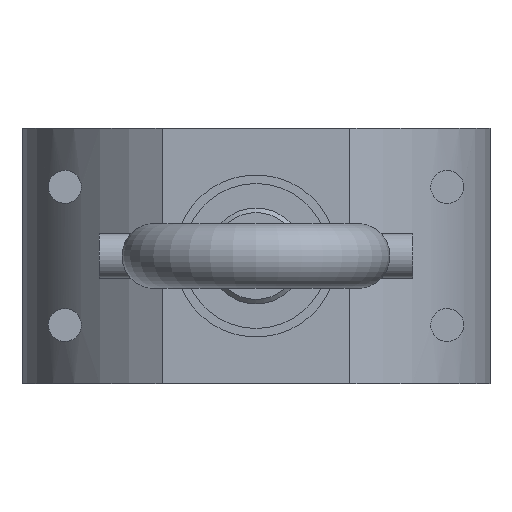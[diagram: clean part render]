
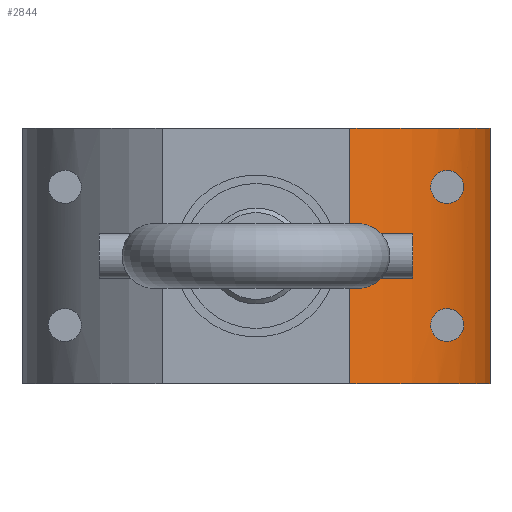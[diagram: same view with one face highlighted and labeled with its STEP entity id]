
A CAD part, front view. The second image highlights one B-rep face of the part: STEP entity #2844.
In plain terms, the highlighted cylindrical face has radius 34.925 mm (diameter 69.85 mm), a partial arc.
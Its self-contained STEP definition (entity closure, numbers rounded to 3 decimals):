
#172=B_SPLINE_CURVE_WITH_KNOTS('',3,(#12716,#12717,#12718,#12719,#12720,
#12721,#12722,#12723,#12724,#12725,#12726,#12727,#12728,#12729,#12730,#12731,
#12732,#12733,#12734,#12735,#12736,#12737,#12738,#12739,#12740,#12741,#12742,
#12743,#12744,#12745,#12746,#12747,#12748,#12749,#12750,#12751,#12752,#12753,
#12754,#12755,#12756,#12757),.UNSPECIFIED.,.T.,.F.,(4,2,2,2,2,2,2,2,2,2,
2,2,2,2,2,2,2,2,2,2,4),(0.,0.045,0.09,0.18,
0.336,0.492,0.672,0.852,
0.948,0.996,1.044,1.092,1.14,
1.236,1.416,1.596,1.752,1.908,
1.998,2.043,2.088),.UNSPECIFIED.);
#175=B_SPLINE_CURVE_WITH_KNOTS('',3,(#12855,#12856,#12857,#12858,#12859,
#12860,#12861,#12862,#12863,#12864,#12865,#12866,#12867,#12868,#12869,#12870,
#12871,#12872,#12873,#12874,#12875,#12876,#12877,#12878,#12879,#12880,#12881,
#12882,#12883,#12884,#12885,#12886,#12887,#12888,#12889,#12890,#12891,#12892,
#12893,#12894,#12895,#12896),.UNSPECIFIED.,.T.,.F.,(4,2,2,2,2,2,2,2,2,2,
2,2,2,2,2,2,2,2,2,2,4),(0.,0.045,0.09,0.18,
0.336,0.492,0.672,0.852,
0.948,0.996,1.044,1.092,1.14,
1.236,1.416,1.596,1.752,1.908,
1.998,2.043,2.088),.UNSPECIFIED.);
#239=FACE_BOUND('',#735,.T.);
#240=FACE_BOUND('',#736,.T.);
#390=CYLINDRICAL_SURFACE('',#3260,34.925);
#536=FACE_OUTER_BOUND('',#734,.T.);
#734=EDGE_LOOP('',(#2507,#2508,#2509,#2510));
#735=EDGE_LOOP('',(#2511));
#736=EDGE_LOOP('',(#2512));
#903=LINE('',#12652,#1077);
#921=LINE('',#12902,#1095);
#1077=VECTOR('',#3802,10.);
#1095=VECTOR('',#3886,10.);
#1219=CIRCLE('',#3256,34.925);
#1222=CIRCLE('',#3261,34.925);
#1425=VERTEX_POINT('',#12649);
#1426=VERTEX_POINT('',#12651);
#1446=VERTEX_POINT('',#12714);
#1451=VERTEX_POINT('',#12853);
#1452=VERTEX_POINT('',#12898);
#1454=VERTEX_POINT('',#12901);
#1774=EDGE_CURVE('',#1426,#1425,#903,.T.);
#1803=EDGE_CURVE('',#1446,#1446,#172,.T.);
#1811=EDGE_CURVE('',#1451,#1451,#175,.T.);
#1813=EDGE_CURVE('',#1454,#1452,#921,.T.);
#1816=EDGE_CURVE('',#1452,#1426,#1219,.T.);
#1821=EDGE_CURVE('',#1425,#1454,#1222,.T.);
#2507=ORIENTED_EDGE('',*,*,#1813,.T.);
#2508=ORIENTED_EDGE('',*,*,#1816,.T.);
#2509=ORIENTED_EDGE('',*,*,#1774,.T.);
#2510=ORIENTED_EDGE('',*,*,#1821,.T.);
#2511=ORIENTED_EDGE('',*,*,#1803,.T.);
#2512=ORIENTED_EDGE('',*,*,#1811,.T.);
#2844=ADVANCED_FACE('',(#536,#239,#240),#390,.T.);
#3256=AXIS2_PLACEMENT_3D('',#12907,#3891,#3892);
#3260=AXIS2_PLACEMENT_3D('',#12915,#3901,#3902);
#3261=AXIS2_PLACEMENT_3D('',#12916,#3903,#3904);
#3802=DIRECTION('',(0.,0.,1.));
#3886=DIRECTION('',(0.,0.,-1.));
#3891=DIRECTION('center_axis',(0.,0.,1.));
#3892=DIRECTION('ref_axis',(-1.,0.,0.));
#3901=DIRECTION('center_axis',(0.,0.,1.));
#3902=DIRECTION('ref_axis',(-1.,0.,0.));
#3903=DIRECTION('center_axis',(0.,0.,-1.));
#3904=DIRECTION('ref_axis',(-1.,0.,0.));
#12649=CARTESIAN_POINT('',(34.888,-1.6,19.05));
#12651=CARTESIAN_POINT('',(34.888,-1.6,-19.05));
#12652=CARTESIAN_POINT('',(34.888,-1.6,0.));
#12714=CARTESIAN_POINT('',(26.042,-23.272,10.3));
#12716=CARTESIAN_POINT('Ctrl Pts',(26.042,-23.272,10.3));
#12717=CARTESIAN_POINT('Ctrl Pts',(26.042,-23.272,10.45));
#12718=CARTESIAN_POINT('Ctrl Pts',(26.055,-23.257,10.602));
#12719=CARTESIAN_POINT('Ctrl Pts',(26.111,-23.194,10.899));
#12720=CARTESIAN_POINT('Ctrl Pts',(26.152,-23.148,11.044));
#12721=CARTESIAN_POINT('Ctrl Pts',(26.309,-22.97,11.452));
#12722=CARTESIAN_POINT('Ctrl Pts',(26.458,-22.799,11.689));
#12723=CARTESIAN_POINT('Ctrl Pts',(26.877,-22.306,12.193));
#12724=CARTESIAN_POINT('Ctrl Pts',(27.201,-21.913,12.418));
#12725=CARTESIAN_POINT('Ctrl Pts',(27.862,-21.065,12.701));
#12726=CARTESIAN_POINT('Ctrl Pts',(28.2,-20.611,12.759));
#12727=CARTESIAN_POINT('Ctrl Pts',(28.847,-19.697,12.759));
#12728=CARTESIAN_POINT('Ctrl Pts',(29.21,-19.155,12.683));
#12729=CARTESIAN_POINT('Ctrl Pts',(29.881,-18.091,12.367));
#12730=CARTESIAN_POINT('Ctrl Pts',(30.189,-17.568,12.132));
#12731=CARTESIAN_POINT('Ctrl Pts',(30.571,-16.889,11.642));
#12732=CARTESIAN_POINT('Ctrl Pts',(30.703,-16.648,11.426));
#12733=CARTESIAN_POINT('Ctrl Pts',(30.848,-16.376,11.042));
#12734=CARTESIAN_POINT('Ctrl Pts',(30.888,-16.301,10.905));
#12735=CARTESIAN_POINT('Ctrl Pts',(30.943,-16.195,10.613));
#12736=CARTESIAN_POINT('Ctrl Pts',(30.959,-16.166,10.46));
#12737=CARTESIAN_POINT('Ctrl Pts',(30.959,-16.166,10.14));
#12738=CARTESIAN_POINT('Ctrl Pts',(30.943,-16.195,9.987));
#12739=CARTESIAN_POINT('Ctrl Pts',(30.888,-16.301,9.695));
#12740=CARTESIAN_POINT('Ctrl Pts',(30.848,-16.376,9.558));
#12741=CARTESIAN_POINT('Ctrl Pts',(30.703,-16.648,9.174));
#12742=CARTESIAN_POINT('Ctrl Pts',(30.571,-16.889,8.958));
#12743=CARTESIAN_POINT('Ctrl Pts',(30.189,-17.568,8.468));
#12744=CARTESIAN_POINT('Ctrl Pts',(29.881,-18.091,8.233));
#12745=CARTESIAN_POINT('Ctrl Pts',(29.21,-19.155,7.917));
#12746=CARTESIAN_POINT('Ctrl Pts',(28.847,-19.697,7.842));
#12747=CARTESIAN_POINT('Ctrl Pts',(28.2,-20.611,7.842));
#12748=CARTESIAN_POINT('Ctrl Pts',(27.862,-21.065,7.899));
#12749=CARTESIAN_POINT('Ctrl Pts',(27.201,-21.913,8.182));
#12750=CARTESIAN_POINT('Ctrl Pts',(26.877,-22.306,8.407));
#12751=CARTESIAN_POINT('Ctrl Pts',(26.458,-22.799,8.911));
#12752=CARTESIAN_POINT('Ctrl Pts',(26.309,-22.97,9.148));
#12753=CARTESIAN_POINT('Ctrl Pts',(26.152,-23.148,9.556));
#12754=CARTESIAN_POINT('Ctrl Pts',(26.111,-23.194,9.701));
#12755=CARTESIAN_POINT('Ctrl Pts',(26.055,-23.257,9.998));
#12756=CARTESIAN_POINT('Ctrl Pts',(26.042,-23.272,10.15));
#12757=CARTESIAN_POINT('Ctrl Pts',(26.042,-23.272,10.3));
#12853=CARTESIAN_POINT('',(26.042,-23.272,-10.3));
#12855=CARTESIAN_POINT('Ctrl Pts',(26.042,-23.272,-10.3));
#12856=CARTESIAN_POINT('Ctrl Pts',(26.042,-23.272,-10.15));
#12857=CARTESIAN_POINT('Ctrl Pts',(26.055,-23.257,-9.998));
#12858=CARTESIAN_POINT('Ctrl Pts',(26.111,-23.194,-9.701));
#12859=CARTESIAN_POINT('Ctrl Pts',(26.152,-23.148,-9.556));
#12860=CARTESIAN_POINT('Ctrl Pts',(26.309,-22.97,-9.148));
#12861=CARTESIAN_POINT('Ctrl Pts',(26.458,-22.799,-8.911));
#12862=CARTESIAN_POINT('Ctrl Pts',(26.877,-22.306,-8.407));
#12863=CARTESIAN_POINT('Ctrl Pts',(27.201,-21.913,-8.182));
#12864=CARTESIAN_POINT('Ctrl Pts',(27.862,-21.065,-7.899));
#12865=CARTESIAN_POINT('Ctrl Pts',(28.2,-20.611,-7.842));
#12866=CARTESIAN_POINT('Ctrl Pts',(28.847,-19.697,-7.842));
#12867=CARTESIAN_POINT('Ctrl Pts',(29.21,-19.155,-7.917));
#12868=CARTESIAN_POINT('Ctrl Pts',(29.881,-18.091,-8.233));
#12869=CARTESIAN_POINT('Ctrl Pts',(30.189,-17.568,-8.468));
#12870=CARTESIAN_POINT('Ctrl Pts',(30.571,-16.889,-8.958));
#12871=CARTESIAN_POINT('Ctrl Pts',(30.703,-16.648,-9.174));
#12872=CARTESIAN_POINT('Ctrl Pts',(30.848,-16.376,-9.558));
#12873=CARTESIAN_POINT('Ctrl Pts',(30.888,-16.301,-9.695));
#12874=CARTESIAN_POINT('Ctrl Pts',(30.943,-16.195,-9.987));
#12875=CARTESIAN_POINT('Ctrl Pts',(30.959,-16.166,-10.14));
#12876=CARTESIAN_POINT('Ctrl Pts',(30.959,-16.166,-10.46));
#12877=CARTESIAN_POINT('Ctrl Pts',(30.943,-16.195,-10.613));
#12878=CARTESIAN_POINT('Ctrl Pts',(30.888,-16.301,-10.905));
#12879=CARTESIAN_POINT('Ctrl Pts',(30.848,-16.376,-11.042));
#12880=CARTESIAN_POINT('Ctrl Pts',(30.703,-16.648,-11.426));
#12881=CARTESIAN_POINT('Ctrl Pts',(30.571,-16.889,-11.642));
#12882=CARTESIAN_POINT('Ctrl Pts',(30.189,-17.568,-12.132));
#12883=CARTESIAN_POINT('Ctrl Pts',(29.881,-18.091,-12.367));
#12884=CARTESIAN_POINT('Ctrl Pts',(29.21,-19.155,-12.683));
#12885=CARTESIAN_POINT('Ctrl Pts',(28.847,-19.697,-12.759));
#12886=CARTESIAN_POINT('Ctrl Pts',(28.2,-20.611,-12.759));
#12887=CARTESIAN_POINT('Ctrl Pts',(27.862,-21.065,-12.701));
#12888=CARTESIAN_POINT('Ctrl Pts',(27.201,-21.913,-12.418));
#12889=CARTESIAN_POINT('Ctrl Pts',(26.877,-22.306,-12.193));
#12890=CARTESIAN_POINT('Ctrl Pts',(26.458,-22.799,-11.689));
#12891=CARTESIAN_POINT('Ctrl Pts',(26.309,-22.97,-11.452));
#12892=CARTESIAN_POINT('Ctrl Pts',(26.152,-23.148,-11.044));
#12893=CARTESIAN_POINT('Ctrl Pts',(26.111,-23.194,-10.899));
#12894=CARTESIAN_POINT('Ctrl Pts',(26.055,-23.257,-10.602));
#12895=CARTESIAN_POINT('Ctrl Pts',(26.042,-23.272,-10.45));
#12896=CARTESIAN_POINT('Ctrl Pts',(26.042,-23.272,-10.3));
#12898=CARTESIAN_POINT('',(13.991,-32.,-19.05));
#12901=CARTESIAN_POINT('',(13.991,-32.,19.05));
#12902=CARTESIAN_POINT('',(13.991,-32.,0.));
#12907=CARTESIAN_POINT('Origin',(0.,0.,-19.05));
#12915=CARTESIAN_POINT('Origin',(0.,0.,0.));
#12916=CARTESIAN_POINT('Origin',(0.,0.,19.05));
